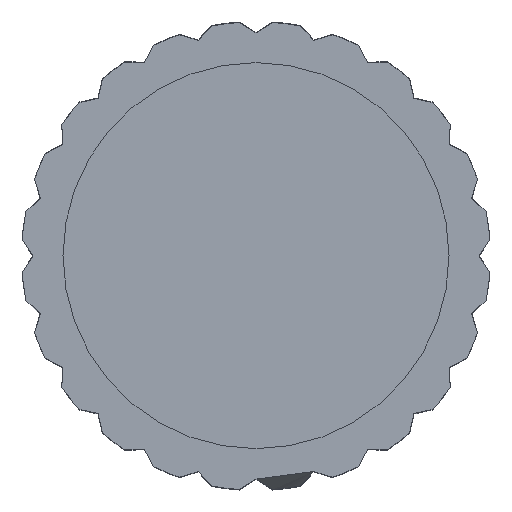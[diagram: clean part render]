
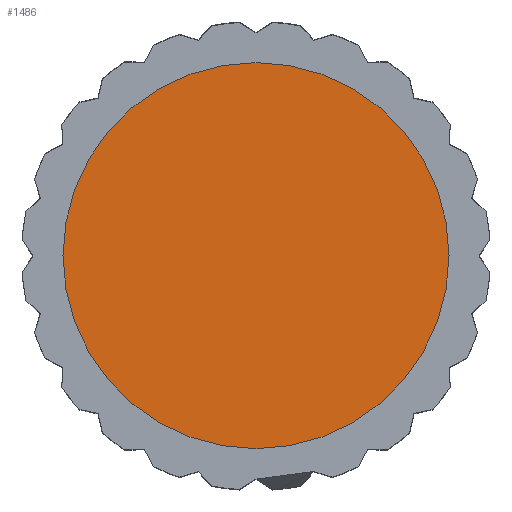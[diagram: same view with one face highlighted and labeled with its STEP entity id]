
A CAD part, top view. The second image highlights one B-rep face of the part: STEP entity #1486.
In plain terms, the highlighted planar face has unit normal (0, 0, 1).
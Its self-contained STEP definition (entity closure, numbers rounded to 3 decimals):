
#45=PLANE('',#1608);
#101=FACE_OUTER_BOUND('',#184,.T.);
#184=EDGE_LOOP('',(#1093));
#573=CIRCLE('',#1583,7.);
#630=VERTEX_POINT('',#2134);
#785=EDGE_CURVE('',#630,#630,#573,.T.);
#1093=ORIENTED_EDGE('',*,*,#785,.T.);
#1486=ADVANCED_FACE('',(#101),#45,.T.);
#1583=AXIS2_PLACEMENT_3D('',#2135,#1726,#1727);
#1608=AXIS2_PLACEMENT_3D('',#2377,#1777,#1778);
#1726=DIRECTION('center_axis',(0.,0.,
1.));
#1727=DIRECTION('ref_axis',(0.,1.,0.));
#1777=DIRECTION('center_axis',(0.,0.,
1.));
#1778=DIRECTION('ref_axis',(0.,1.,0.));
#2134=CARTESIAN_POINT('',(20.24,-81.549,22.1));
#2135=CARTESIAN_POINT('Origin',(20.24,-74.549,22.1));
#2377=CARTESIAN_POINT('Origin',(20.24,-74.549,22.1));
